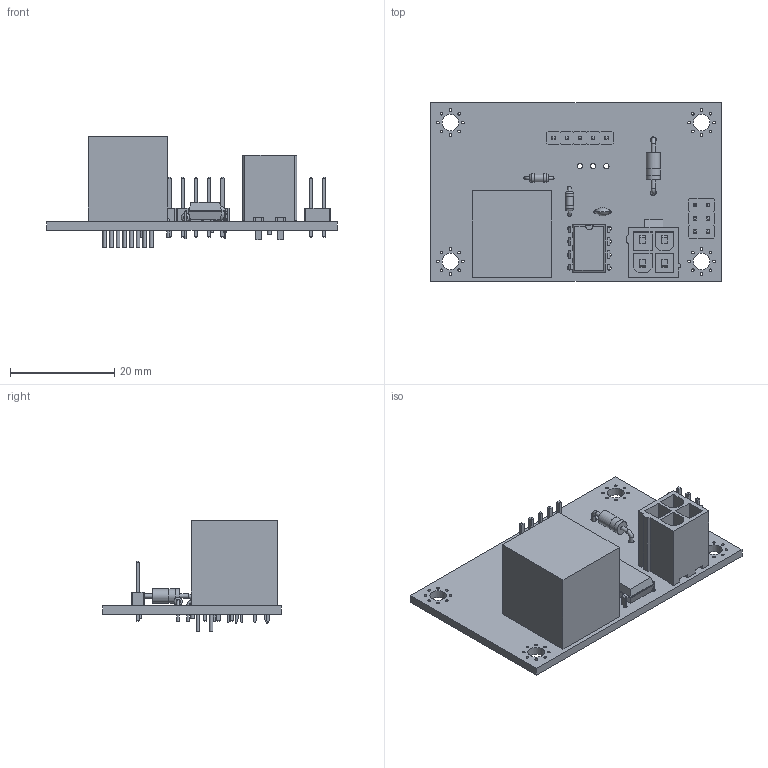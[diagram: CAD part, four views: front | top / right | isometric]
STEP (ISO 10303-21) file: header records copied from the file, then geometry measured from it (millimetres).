
FILE_DESCRIPTION(('KiCad electronic assembly'),'2;1');
FILE_NAME('SolenoidBreakout.step','2020-05-06T21:25:21',('An Author'),( 'A Company'),'Open CASCADE STEP processor 6.9', 'KiCad to STEP converter','Unknown');
FILE_SCHEMA(('AUTOMOTIVE_DESIGN { 1 0 10303 214 1 1 1 1 }'));
Length unit declared in the file: millimetre
Products named in the file (18): Open CASCADE STEP translator 6.9 1; 949; COMPOUND; 039281043; C_Disc_D3.0mm_W1.6mm_P2.50mm; SOLID; D_DO-41_SOD81_P10.16mm_Horizontal; PinHeader_1x05_P2.54mm_Vertical; PinHeader_2x03_P2.54mm_Vertical; R_Axial_DIN0204_L3.6mm_D1.6mm_P5.08mm_Horizontal; DIP-8_W7.62mm
Assembly tree (18 placements, depth 3):
  Open CASCADE STEP translator 6.9 1
    949
      COMPOUND
    039281043
      COMPOUND
    C_Disc_D3.0mm_W1.6mm_P2.50mm
      SOLID
    D_DO-41_SOD81_P10.16mm_Horizontal
      SOLID
    PinHeader_1x05_P2.54mm_Vertical
      SOLID
    PinHeader_2x03_P2.54mm_Vertical
      SOLID
    R_Axial_DIN0204_L3.6mm_D1.6mm_P5.08mm_Horizontal  x2
      SOLID
    DIP-8_W7.62mm
      SOLID
    COMPOUND
Bounding box: 55.88 x 34.29 x 21.39 mm (x, y, z)
Volume: 8668.6 mm3; surface area: 9862.5 mm2
Topology: 110 solids, 110 shells, 980 faces, 2007 edges, 1299 vertices
Faces by surface type: plane 725, cylinder 221, bspline 20, torus 10, revolution 2, sphere 2
Full cylindrical faces by diameter (mm): 0.5 x38, 0.7 x84, 0.8 x14, 0.9 x8, 1 x14, 1.1 x2, 1.4 x4, 1.44 x2, 1.6 x4, 2.7 x2, 2.72 x1, 3.05 x20, 3.2 x4, 3.25 x2
Entity records: 58475 total; most frequent: CARTESIAN_POINT 12257, DIRECTION 8014, LINE 4945, VECTOR 4945, ORIENTED_EDGE 3948, PCURVE 3948, DEFINITIONAL_REPRESENTATION 3948, EDGE_CURVE 1974
